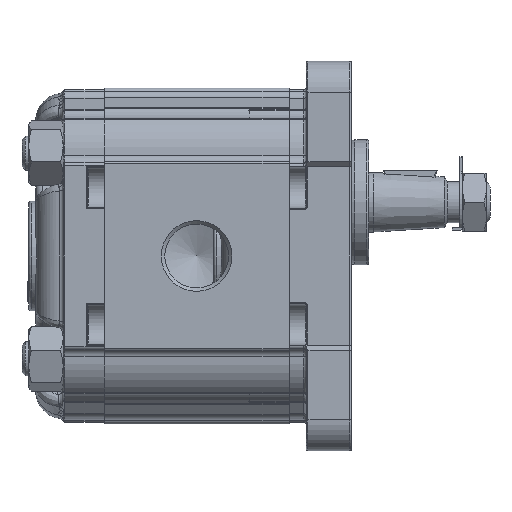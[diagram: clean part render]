
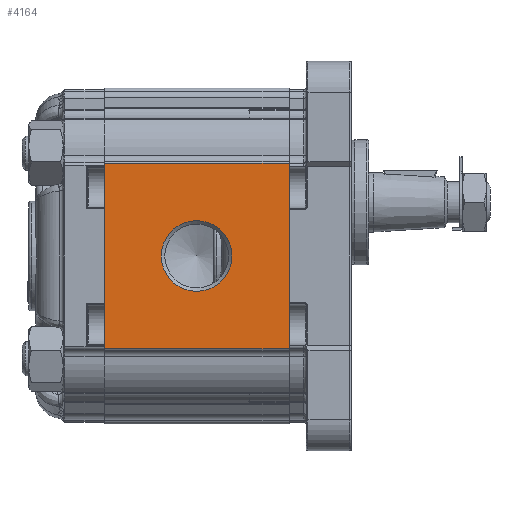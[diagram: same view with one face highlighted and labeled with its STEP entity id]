
A CAD part, left-side view. The second image highlights one B-rep face of the part: STEP entity #4164.
In plain terms, the highlighted planar face has unit normal (-1, 0, 0).
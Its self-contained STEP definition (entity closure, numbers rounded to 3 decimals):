
#4164 = ADVANCED_FACE( '', ( #9258, #9259 ), #9260, .T. );
#9258 = FACE_BOUND( '', #16818, .T. );
#9259 = FACE_OUTER_BOUND( '', #16819, .T. );
#9260 = PLANE( '', #16820 );
#16818 = EDGE_LOOP( '', ( #30902 ) );
#16819 = EDGE_LOOP( '', ( #30903, #30904, #30905, #30906 ) );
#16820 = AXIS2_PLACEMENT_3D( '', #30907, #30908, #30909 );
#30902 = ORIENTED_EDGE( '', *, *, #42864, .T. );
#30903 = ORIENTED_EDGE( '', *, *, #42918, .F. );
#30904 = ORIENTED_EDGE( '', *, *, #40812, .F. );
#30905 = ORIENTED_EDGE( '', *, *, #41276, .T. );
#30906 = ORIENTED_EDGE( '', *, *, #40149, .T. );
#30907 = CARTESIAN_POINT( '', ( -43., 54., 27.048 ) );
#30908 = DIRECTION( '', ( -1., 0., 0. ) );
#30909 = DIRECTION( '', ( 0., 0., 1. ) );
#40149 = EDGE_CURVE( '', #48564, #48561, #48565, .T. );
#40812 = EDGE_CURVE( '', #49566, #49564, #49568, .T. );
#41276 = EDGE_CURVE( '', #49566, #48564, #50267, .T. );
#42864 = EDGE_CURVE( '', #52419, #52419, #52420, .F. );
#42918 = EDGE_CURVE( '', #49564, #48561, #52482, .T. );
#48561 = VERTEX_POINT( '', #61919 );
#48564 = VERTEX_POINT( '', #61922 );
#48565 = LINE( '', #61923, #61924 );
#49564 = VERTEX_POINT( '', #64341 );
#49566 = VERTEX_POINT( '', #64343 );
#49568 = LINE( '', #64345, #64346 );
#50267 = LINE( '', #65853, #65854 );
#52419 = VERTEX_POINT( '', #69995 );
#52420 = CIRCLE( '', #69996, 10.316 );
#52482 = LINE( '', #70119, #70120 );
#61919 = CARTESIAN_POINT( '', ( -43., 0., -27.048 ) );
#61922 = CARTESIAN_POINT( '', ( -43., 54., -27.048 ) );
#61923 = CARTESIAN_POINT( '', ( -43., 54., -27.048 ) );
#61924 = VECTOR( '', #76110, 1000. );
#64341 = CARTESIAN_POINT( '', ( -43., 0., 27.048 ) );
#64343 = CARTESIAN_POINT( '', ( -43., 54., 27.048 ) );
#64345 = CARTESIAN_POINT( '', ( -43., 54., 27.048 ) );
#64346 = VECTOR( '', #76821, 1000. );
#65853 = CARTESIAN_POINT( '', ( -43., 54., 27.048 ) );
#65854 = VECTOR( '', #77329, 1000. );
#69995 = CARTESIAN_POINT( '', ( -43., 27., 10.316 ) );
#69996 = AXIS2_PLACEMENT_3D( '', #78992, #78993, #78994 );
#70119 = CARTESIAN_POINT( '', ( -43., 0., 27.048 ) );
#70120 = VECTOR( '', #79035, 1000. );
#76110 = DIRECTION( '', ( 0., -1., 0. ) );
#76821 = DIRECTION( '', ( 0., -1., 0. ) );
#77329 = DIRECTION( '', ( 0., 0., -1. ) );
#78992 = CARTESIAN_POINT( '', ( -43., 27., 0. ) );
#78993 = DIRECTION( '', ( -1., 0., 0. ) );
#78994 = DIRECTION( '', ( 0., 0., 1. ) );
#79035 = DIRECTION( '', ( 0., 0., -1. ) );
